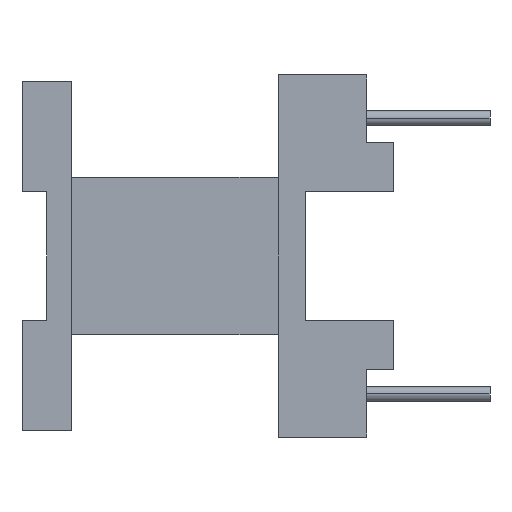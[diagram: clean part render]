
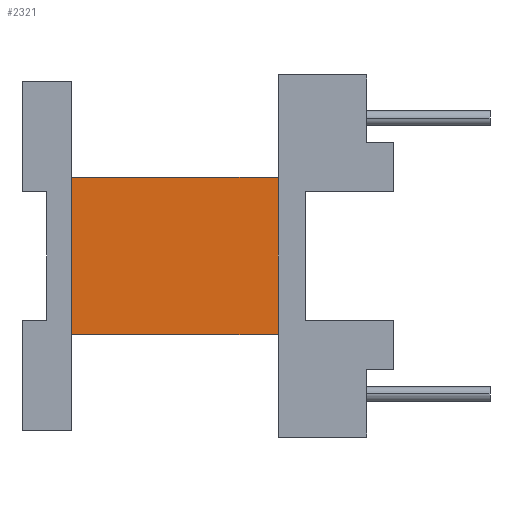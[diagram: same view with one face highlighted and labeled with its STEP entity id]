
A CAD part, left-side view. The second image highlights one B-rep face of the part: STEP entity #2321.
In plain terms, the highlighted planar face has unit normal (-1, 0, 0).
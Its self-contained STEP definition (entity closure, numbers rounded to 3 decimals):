
#14 = ORIENTED_EDGE ( 'NONE', *, *, #2745, .F. ) ;
#233 = VERTEX_POINT ( 'NONE', #330 ) ;
#271 = ORIENTED_EDGE ( 'NONE', *, *, #1907, .F. ) ;
#291 = DIRECTION ( 'NONE',  ( 0., -1., 0. ) ) ;
#330 = CARTESIAN_POINT ( 'NONE',  ( -3.2, -4.2, 3.2 ) ) ;
#369 = VECTOR ( 'NONE', #1891, 1000. ) ;
#497 = DIRECTION ( 'NONE',  ( 0., 0., -1. ) ) ;
#624 = DIRECTION ( 'NONE',  ( 0., -1., 0. ) ) ;
#756 = CARTESIAN_POINT ( 'NONE',  ( -3.2, 4.2, 3.2 ) ) ;
#766 = LINE ( 'NONE', #1381, #1920 ) ;
#800 = VECTOR ( 'NONE', #624, 1000. ) ;
#864 = VERTEX_POINT ( 'NONE', #1592 ) ;
#1045 = EDGE_CURVE ( 'NONE', #1500, #1110, #2081, .T. ) ;
#1110 = VERTEX_POINT ( 'NONE', #2285 ) ;
#1122 = LINE ( 'NONE', #2132, #800 ) ;
#1123 = LINE ( 'NONE', #2015, #2292 ) ;
#1144 = EDGE_CURVE ( 'NONE', #1110, #864, #1122, .T. ) ;
#1194 = DIRECTION ( 'NONE',  ( 1., 0., 0. ) ) ;
#1311 = EDGE_LOOP ( 'NONE', ( #2111, #14, #271, #1827 ) ) ;
#1381 = CARTESIAN_POINT ( 'NONE',  ( -3.2, -4.2, 3.2 ) ) ;
#1405 = DIRECTION ( 'NONE',  ( 0., 0., -1. ) ) ;
#1500 = VERTEX_POINT ( 'NONE', #756 ) ;
#1592 = CARTESIAN_POINT ( 'NONE',  ( -3.2, -4.2, -3.2 ) ) ;
#1783 = AXIS2_PLACEMENT_3D ( 'NONE', #2480, #1194, #1405 ) ;
#1827 = ORIENTED_EDGE ( 'NONE', *, *, #1045, .T. ) ;
#1891 = DIRECTION ( 'NONE',  ( 0., 0., -1. ) ) ;
#1907 = EDGE_CURVE ( 'NONE', #1500, #233, #766, .T. ) ;
#1920 = VECTOR ( 'NONE', #291, 1000. ) ;
#2015 = CARTESIAN_POINT ( 'NONE',  ( -3.2, -4.2, 3.2 ) ) ;
#2081 = LINE ( 'NONE', #2101, #369 ) ;
#2101 = CARTESIAN_POINT ( 'NONE',  ( -3.2, 4.2, 3.2 ) ) ;
#2111 = ORIENTED_EDGE ( 'NONE', *, *, #1144, .T. ) ;
#2132 = CARTESIAN_POINT ( 'NONE',  ( -3.2, -4.2, -3.2 ) ) ;
#2140 = FACE_OUTER_BOUND ( 'NONE', #1311, .T. ) ;
#2285 = CARTESIAN_POINT ( 'NONE',  ( -3.2, 4.2, -3.2 ) ) ;
#2292 = VECTOR ( 'NONE', #497, 1000. ) ;
#2321 = ADVANCED_FACE ( 'NONE', ( #2140 ), #2712, .F. ) ;
#2480 = CARTESIAN_POINT ( 'NONE',  ( -3.2, -4.2, 3.2 ) ) ;
#2712 = PLANE ( 'NONE',  #1783 ) ;
#2745 = EDGE_CURVE ( 'NONE', #233, #864, #1123, .T. ) ;
